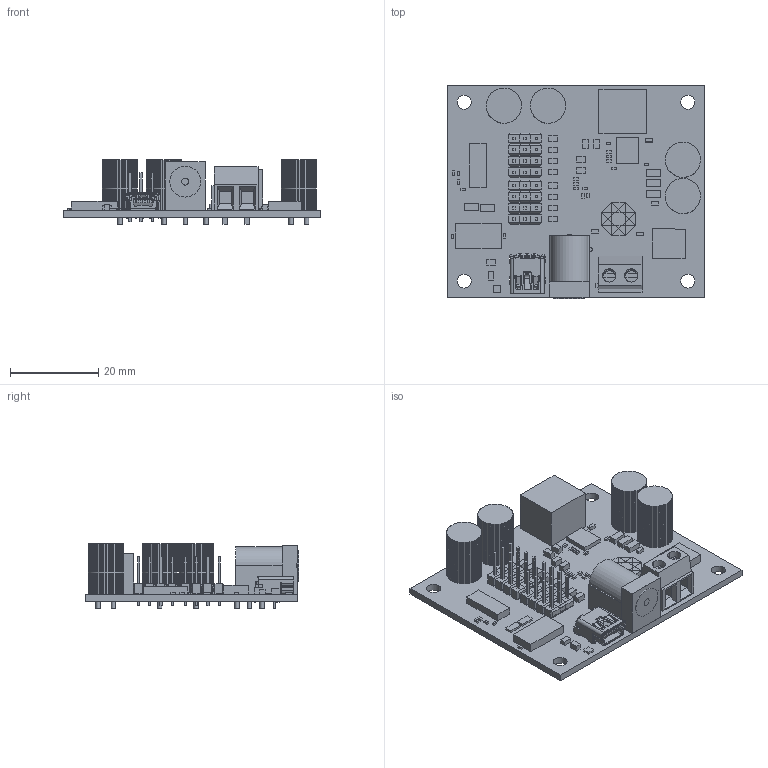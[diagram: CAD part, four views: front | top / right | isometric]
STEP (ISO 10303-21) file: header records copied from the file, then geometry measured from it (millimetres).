
FILE_DESCRIPTION(('Open CASCADE Model'),'2;1');
FILE_NAME('Open CASCADE Shape Model','2010-10-27T13:11:15',('Author'),( 'Open CASCADE'),'Open CASCADE STEP processor 6.2','Open CASCADE 6.2' ,'Unknown');
FILE_SCHEMA(('AUTOMOTIVE_DESIGN { 1 0 10303 214 1 1 1 1 }'));
Length unit declared in the file: millimetre
Products named in the file (124): PCB; Board; C8; 489472960; Extruded; C19; 603622288; J1; 548190519; Open CASCADE STEP translator 6.2 231.4.1.1; Open CASCADE STEP translator 6.2 231.4.1.2; L1; 489473472; C17; U1; 603630096; U2; 489470400; U3; 603635088; R3; 603645840; R13; R12; R10; R7; R6; R5; R4; R2; R8; 489473344; J4; 603624208; 603635216; 598172112; Cylinder; 598172224; 598172336; 598172448 ...
Assembly tree (180 placements, depth 4):
  PCB
    Board
    C8
      489472960
        Extruded
    C19
      603622288
        Extruded
    J1
      548190519
        Open CASCADE STEP translator 6.2 231.4.1.1
        Open CASCADE STEP translator 6.2 231.4.1.2
    L1
      489473472
        Extruded
    C17
      603622288
        Extruded
    U1
      603630096
        Extruded
    U2
      489470400
        Extruded
    U3
      603635088
        Extruded
    R3
      603645840
        Extruded
    R13
      603622288
        Extruded
    R12
      603622288
        Extruded
    R10
      603622288
        Extruded
    R7
      603622288
        Extruded
    R6
      603622288
        Extruded
    R5
      603622288
        Extruded
    R4
      603622288
        Extruded
    R2
      603645840
        Extruded
    R8
      489473344
        Extruded
    J4
      603624208
        Extruded
Bounding box: 58.42 x 48.42 x 14.7 mm (x, y, z)
Volume: 11250.8 mm3; surface area: 13844.7 mm2
Topology: 90 solids, 90 shells, 1910 faces, 4773 edges, 3124 vertices
Faces by surface type: plane 1739, cylinder 141, bspline 18, cone 10, torus 2
Full cylindrical faces by diameter (mm): 0.8 x5, 1 x11, 1.067 x34, 1.321 x1, 1.6 x3, 3.175 x4, 7 x1, 8.6 x1
Entity records: 65126 total; most frequent: CARTESIAN_POINT 16730, DIRECTION 8522, LINE 5793, VECTOR 5793, ORIENTED_EDGE 4594, PCURVE 4594, DEFINITIONAL_REPRESENTATION 4594, EDGE_CURVE 2297
